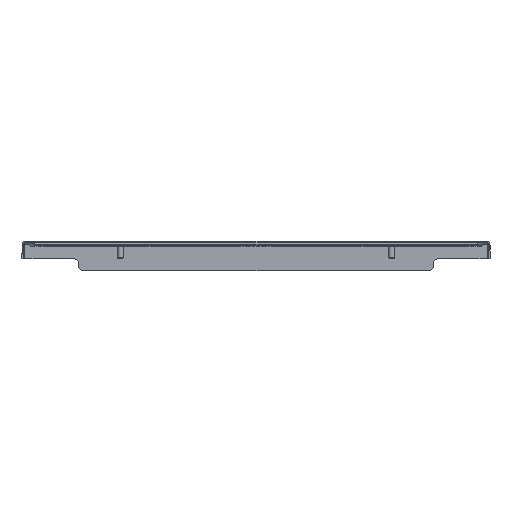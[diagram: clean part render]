
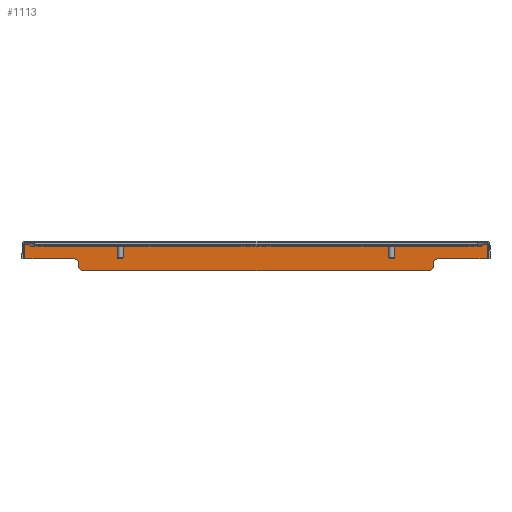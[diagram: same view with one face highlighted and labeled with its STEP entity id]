
A CAD part, front view. The second image highlights one B-rep face of the part: STEP entity #1113.
In plain terms, the highlighted planar face has unit normal (0, -1, 0).
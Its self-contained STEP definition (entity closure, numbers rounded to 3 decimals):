
#48 = EDGE_CURVE ( 'NONE', #6414, #7982, #2559, .T. ) ;
#288 = DIRECTION ( 'NONE',  ( 0., 0., 1. ) ) ;
#291 = CARTESIAN_POINT ( 'NONE',  ( 181.086, 698.5, -30. ) ) ;
#297 = VECTOR ( 'NONE', #5225, 1000. ) ;
#329 = DIRECTION ( 'NONE',  ( 0., -1., 0. ) ) ;
#393 = DIRECTION ( 'NONE',  ( 0., 0., 1. ) ) ;
#445 = ORIENTED_EDGE ( 'NONE', *, *, #3173, .T. ) ;
#611 = CARTESIAN_POINT ( 'NONE',  ( -236.086, 698.5, -3. ) ) ;
#653 = EDGE_CURVE ( 'NONE', #7982, #7358, #6370, .T. ) ;
#671 = VERTEX_POINT ( 'NONE', #3555 ) ;
#1092 = CARTESIAN_POINT ( 'NONE',  ( 186.086, 698.5, -17.8 ) ) ;
#1113 = ADVANCED_FACE ( 'NONE', ( #6670 ), #2326, .F. ) ;
#1114 = CARTESIAN_POINT ( 'NONE',  ( 0., 698.5, 0. ) ) ;
#1207 = CARTESIAN_POINT ( 'NONE',  ( 186.086, 698.5, -22.8 ) ) ;
#1310 = DIRECTION ( 'NONE',  ( -1., 0., 0. ) ) ;
#1322 = DIRECTION ( 'NONE',  ( 0., 0., 1. ) ) ;
#1347 = DIRECTION ( 'NONE',  ( 0., 0., 1. ) ) ;
#1447 = LINE ( 'NONE', #3473, #5820 ) ;
#1627 = ORIENTED_EDGE ( 'NONE', *, *, #653, .T. ) ;
#1663 = DIRECTION ( 'NONE',  ( 0., 0., 1. ) ) ;
#1790 = EDGE_CURVE ( 'NONE', #2052, #2290, #6346, .T. ) ;
#1799 = ORIENTED_EDGE ( 'NONE', *, *, #2881, .F. ) ;
#2052 = VERTEX_POINT ( 'NONE', #2481 ) ;
#2098 = LINE ( 'NONE', #2790, #3612 ) ;
#2290 = VERTEX_POINT ( 'NONE', #4899 ) ;
#2326 = PLANE ( 'NONE',  #6212 ) ;
#2353 = DIRECTION ( 'NONE',  ( 0., 0., -1. ) ) ;
#2435 = LINE ( 'NONE', #2956, #7810 ) ;
#2481 = CARTESIAN_POINT ( 'NONE',  ( -186.086, 698.5, -17.8 ) ) ;
#2492 = LINE ( 'NONE', #6256, #7019 ) ;
#2537 = EDGE_CURVE ( 'NONE', #2690, #671, #2435, .T. ) ;
#2559 = LINE ( 'NONE', #7439, #2999 ) ;
#2605 = VERTEX_POINT ( 'NONE', #1092 ) ;
#2613 = CARTESIAN_POINT ( 'NONE',  ( 236.086, 698.5, -17.8 ) ) ;
#2690 = VERTEX_POINT ( 'NONE', #611 ) ;
#2790 = CARTESIAN_POINT ( 'NONE',  ( 236.086, 698.5, -1.5 ) ) ;
#2855 = AXIS2_PLACEMENT_3D ( 'NONE', #4754, #3531, #1663 ) ;
#2881 = EDGE_CURVE ( 'NONE', #2690, #6347, #1447, .T. ) ;
#2899 = EDGE_CURVE ( 'NONE', #6347, #5952, #2098, .T. ) ;
#2950 = CARTESIAN_POINT ( 'NONE',  ( -236.086, 698.5, -17.8 ) ) ;
#2956 = CARTESIAN_POINT ( 'NONE',  ( -236.086, 698.5, 0. ) ) ;
#2999 = VECTOR ( 'NONE', #6857, 1000. ) ;
#3119 = ORIENTED_EDGE ( 'NONE', *, *, #1790, .T. ) ;
#3173 = EDGE_CURVE ( 'NONE', #4271, #2605, #6595, .T. ) ;
#3278 = CIRCLE ( 'NONE', #4309, 5. ) ;
#3440 = DIRECTION ( 'NONE',  ( 0., 0., 1. ) ) ;
#3461 = DIRECTION ( 'NONE',  ( 0., 1., 0. ) ) ;
#3473 = CARTESIAN_POINT ( 'NONE',  ( -239., 698.5, -3. ) ) ;
#3525 = AXIS2_PLACEMENT_3D ( 'NONE', #5829, #329, #288 ) ;
#3531 = DIRECTION ( 'NONE',  ( 0., 1., 0. ) ) ;
#3555 = CARTESIAN_POINT ( 'NONE',  ( -236.086, 698.5, -17.8 ) ) ;
#3612 = VECTOR ( 'NONE', #4659, 1000. ) ;
#3768 = VERTEX_POINT ( 'NONE', #6877 ) ;
#3805 = ORIENTED_EDGE ( 'NONE', *, *, #7250, .F. ) ;
#3817 = CARTESIAN_POINT ( 'NONE',  ( -176.086, 698.5, -25. ) ) ;
#4069 = CARTESIAN_POINT ( 'NONE',  ( -176.086, 698.5, -30. ) ) ;
#4087 = DIRECTION ( 'NONE',  ( 1., 0., 0. ) ) ;
#4158 = CARTESIAN_POINT ( 'NONE',  ( 181.086, 698.5, -22.8 ) ) ;
#4271 = VERTEX_POINT ( 'NONE', #4158 ) ;
#4309 = AXIS2_PLACEMENT_3D ( 'NONE', #3817, #7260, #3440 ) ;
#4318 = ORIENTED_EDGE ( 'NONE', *, *, #7964, .F. ) ;
#4348 = ORIENTED_EDGE ( 'NONE', *, *, #4867, .F. ) ;
#4564 = CARTESIAN_POINT ( 'NONE',  ( 236.086, 698.5, -3. ) ) ;
#4593 = LINE ( 'NONE', #2613, #7953 ) ;
#4659 = DIRECTION ( 'NONE',  ( 0., 0., -1. ) ) ;
#4751 = EDGE_LOOP ( 'NONE', ( #4348, #6818, #6457, #1627, #3805, #445, #4318, #5662, #1799, #4752, #7214, #3119 ) ) ;
#4752 = ORIENTED_EDGE ( 'NONE', *, *, #2537, .T. ) ;
#4754 = CARTESIAN_POINT ( 'NONE',  ( -186.086, 698.5, -22.8 ) ) ;
#4788 = AXIS2_PLACEMENT_3D ( 'NONE', #1207, #6304, #1322 ) ;
#4867 = EDGE_CURVE ( 'NONE', #3768, #2290, #2492, .T. ) ;
#4899 = CARTESIAN_POINT ( 'NONE',  ( -181.086, 698.5, -22.8 ) ) ;
#4947 = VECTOR ( 'NONE', #6117, 1000. ) ;
#5225 = DIRECTION ( 'NONE',  ( 0., 0., -1. ) ) ;
#5662 = ORIENTED_EDGE ( 'NONE', *, *, #2899, .F. ) ;
#5820 = VECTOR ( 'NONE', #4087, 1000. ) ;
#5829 = CARTESIAN_POINT ( 'NONE',  ( 176.086, 698.5, -25. ) ) ;
#5952 = VERTEX_POINT ( 'NONE', #7127 ) ;
#6117 = DIRECTION ( 'NONE',  ( -1., 0., 0. ) ) ;
#6187 = CARTESIAN_POINT ( 'NONE',  ( 181.086, 698.5, -25. ) ) ;
#6212 = AXIS2_PLACEMENT_3D ( 'NONE', #1114, #3461, #393 ) ;
#6256 = CARTESIAN_POINT ( 'NONE',  ( -181.086, 698.5, -30. ) ) ;
#6304 = DIRECTION ( 'NONE',  ( 0., 1., 0. ) ) ;
#6346 = CIRCLE ( 'NONE', #2855, 5. ) ;
#6347 = VERTEX_POINT ( 'NONE', #4564 ) ;
#6370 = CIRCLE ( 'NONE', #3525, 5. ) ;
#6414 = VERTEX_POINT ( 'NONE', #4069 ) ;
#6457 = ORIENTED_EDGE ( 'NONE', *, *, #48, .T. ) ;
#6595 = CIRCLE ( 'NONE', #4788, 5. ) ;
#6670 = FACE_OUTER_BOUND ( 'NONE', #4751, .T. ) ;
#6818 = ORIENTED_EDGE ( 'NONE', *, *, #7227, .T. ) ;
#6832 = CARTESIAN_POINT ( 'NONE',  ( 176.086, 698.5, -30. ) ) ;
#6857 = DIRECTION ( 'NONE',  ( 1., 0., 0. ) ) ;
#6877 = CARTESIAN_POINT ( 'NONE',  ( -181.086, 698.5, -25. ) ) ;
#7019 = VECTOR ( 'NONE', #1347, 1000. ) ;
#7127 = CARTESIAN_POINT ( 'NONE',  ( 236.086, 698.5, -17.8 ) ) ;
#7214 = ORIENTED_EDGE ( 'NONE', *, *, #7493, .F. ) ;
#7221 = LINE ( 'NONE', #291, #297 ) ;
#7227 = EDGE_CURVE ( 'NONE', #3768, #6414, #3278, .T. ) ;
#7250 = EDGE_CURVE ( 'NONE', #4271, #7358, #7221, .T. ) ;
#7260 = DIRECTION ( 'NONE',  ( 0., -1., 0. ) ) ;
#7358 = VERTEX_POINT ( 'NONE', #6187 ) ;
#7424 = LINE ( 'NONE', #2950, #4947 ) ;
#7439 = CARTESIAN_POINT ( 'NONE',  ( 0., 698.5, -30. ) ) ;
#7493 = EDGE_CURVE ( 'NONE', #2052, #671, #7424, .T. ) ;
#7810 = VECTOR ( 'NONE', #2353, 1000. ) ;
#7953 = VECTOR ( 'NONE', #1310, 1000. ) ;
#7964 = EDGE_CURVE ( 'NONE', #5952, #2605, #4593, .T. ) ;
#7982 = VERTEX_POINT ( 'NONE', #6832 ) ;
